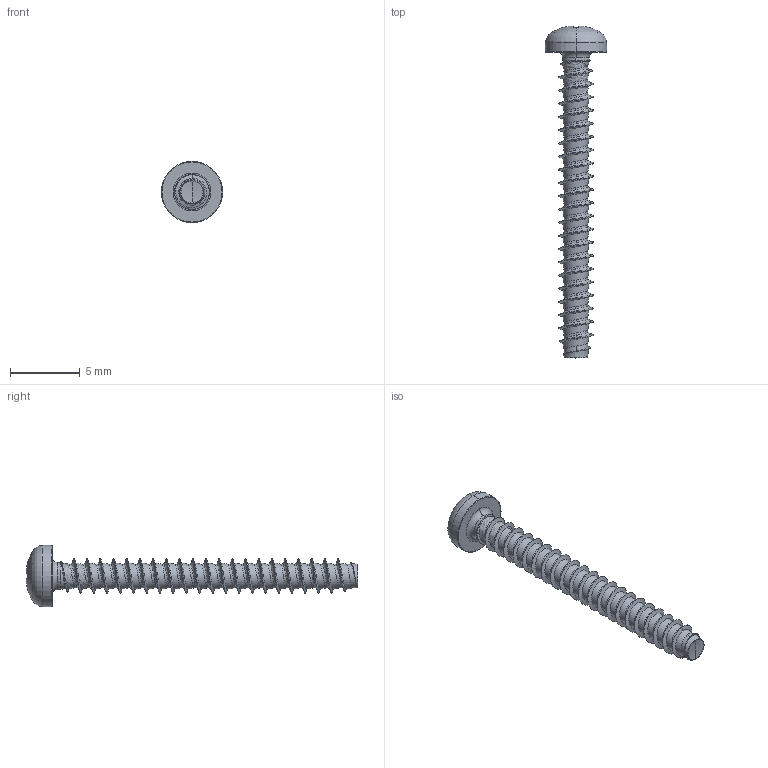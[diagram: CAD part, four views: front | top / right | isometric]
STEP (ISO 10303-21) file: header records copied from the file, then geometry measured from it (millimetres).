
FILE_DESCRIPTION (( 'STEP AP203' ), '1' );
FILE_NAME ('STP320250220.STEP', '2017-08-15T14:10:37', ( '' ), ( '' ), 'SwSTEP 2.0', 'SolidWorks 2015', '' );
FILE_SCHEMA (( 'CONFIG_CONTROL_DESIGN' ));
Length unit declared in the file: millimetre
Products named in the file (1): STP320250220
Bounding box: 4.4 x 23.88 x 4.4 mm (x, y, z)
Volume: 82.7 mm3; surface area: 252.2 mm2
Topology: 1 solids, 1 shells, 205 faces, 487 edges, 284 vertices
Faces by surface type: cylinder 70, bspline 51, torus 28, sphere 28, plane 22, cone 6
Entity records: 34522 total; most frequent: CARTESIAN_POINT 30253, ORIENTED_EDGE 970, DIRECTION 784, EDGE_CURVE 485, AXIS2_PLACEMENT_3D 342, VERTEX_POINT 284, EDGE_LOOP 207, ADVANCED_FACE 205
